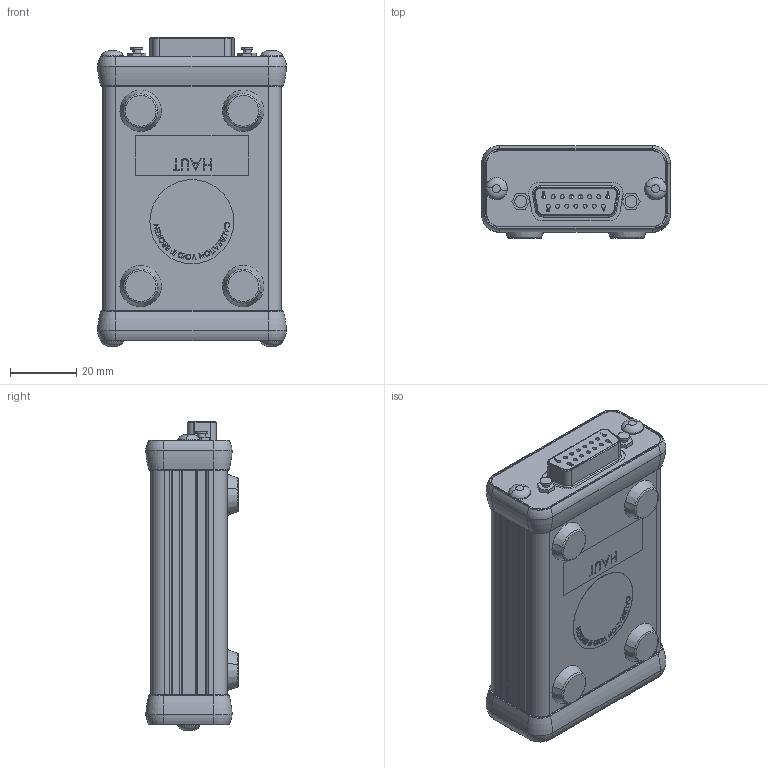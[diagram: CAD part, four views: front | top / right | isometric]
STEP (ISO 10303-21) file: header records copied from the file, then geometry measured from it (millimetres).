
FILE_DESCRIPTION (( 'STEP AP214' ), '1' );
FILE_NAME ('SK-10076- U-LINK USB.STEP', '2020-02-05T17:15:00', ( '' ), ( '' ), 'SwSTEP 2.0', 'SolidWorks 2019', '' );
FILE_SCHEMA (( 'AUTOMOTIVE_DESIGN' ));
Length unit declared in the file: millimetre
Products named in the file (1): SK-10076- U-LINK USB
Bounding box: 57.13 x 27.96 x 93.22 mm (x, y, z)
Surface area: 34828.4 mm2 (no closed solid volume)
Topology: 0 solids, 95 shells, 699 faces, 3877 edges, 3228 vertices
Faces by surface type: plane 357, cylinder 174, bspline 114, torus 32, cone 22
Entity records: 53375 total; most frequent: CARTESIAN_POINT 18828, ORIENTED_EDGE 5006, DIRECTION 4404, EDGE_CURVE 3877, VERTEX_POINT 3228, LINE 2136, VECTOR 2136, B_SPLINE_CURVE_WITH_KNOTS 1188
